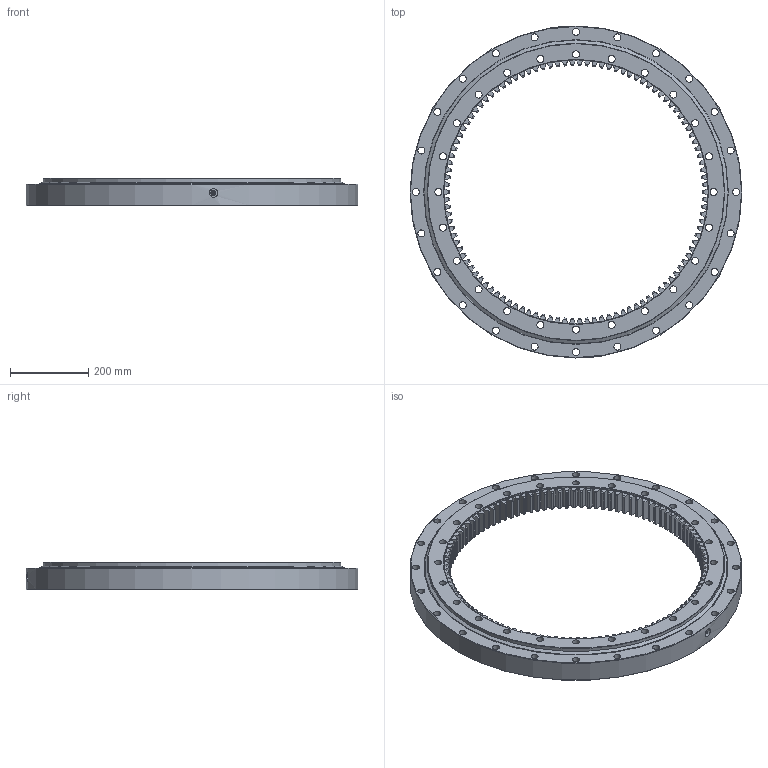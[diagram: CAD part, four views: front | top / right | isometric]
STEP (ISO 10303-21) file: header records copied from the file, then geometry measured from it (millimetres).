
FILE_DESCRIPTION (( 'STEP AP214' ), '1' );
FILE_NAME ('I.850.25.00.D.1.STEP', '2018-10-08T07:11:58', ( '' ), ( '' ), 'SwSTEP 2.0', 'SolidWorks 2016', '' );
FILE_SCHEMA (( 'AUTOMOTIVE_DESIGN' ));
Length unit declared in the file: millimetre
Products named in the file (7): B.850.B25B.A1N.0 - IR; Ball D25; B.850.B25B.A1N.0 - IR Seal; B.850.B25B.A1N.0 - OR Seal; B.850.B25B.A1N.0 - OR; Grease nipple M10x1mm; I.850.25.00.D.1
Assembly tree (88 placements, depth 2):
  I.850.25.00.D.1
    B.850.B25B.A1N.0 - IR
    B.850.B25B.A1N.0 - OR
    Ball D25  x82
    B.850.B25B.A1N.0 - IR Seal
    B.850.B25B.A1N.0 - OR Seal
    Grease nipple M10x1mm  x2
Bounding box: 850 x 850 x 70 mm (x, y, z)
Volume: 11598841.7 mm3; surface area: 1688344.3 mm2
Topology: 88 solids, 88 shells, 1565 faces, 4581 edges, 3039 vertices
Faces by surface type: plane 587, bspline 440, cone 263, cylinder 180, sphere 82, torus 13
Full cylindrical faces by diameter (mm): 3 x2, 5 x2, 9 x2, 10 x2, 18 x48, 22 x2, 677 x1, 748 x2, 759 x1, 762 x4, 765 x1, 776 x2, 850 x1
Entity records: 52518 total; most frequent: CARTESIAN_POINT 17204, ORIENTED_EDGE 8350, DIRECTION 5322, EDGE_CURVE 4175, VERTEX_POINT 2833, VECTOR 1876, LINE 1876, AXIS2_PLACEMENT_3D 1723
